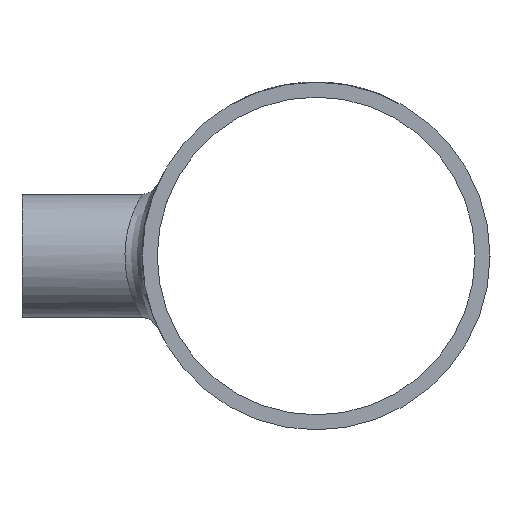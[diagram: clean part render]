
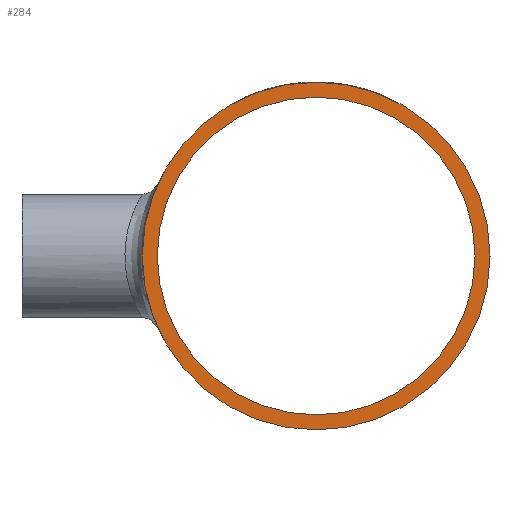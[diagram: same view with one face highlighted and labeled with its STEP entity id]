
A CAD part, left-side view. The second image highlights one B-rep face of the part: STEP entity #284.
In plain terms, the highlighted planar face has unit normal (-1, 0, 0).
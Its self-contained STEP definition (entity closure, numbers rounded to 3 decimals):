
#284 = ADVANCED_FACE ( 'NONE', ( #12640, #7393 ), #16711, .T. ) ;
#661 = DIRECTION ( 'NONE',  ( 0., 0., 1. ) ) ;
#1452 = DIRECTION ( 'NONE',  ( -1., 0., 0. ) ) ;
#1548 = VERTEX_POINT ( 'NONE', #6345 ) ;
#1952 = EDGE_CURVE ( 'NONE', #1548, #1548, #8050, .T. ) ;
#4203 = CIRCLE ( 'NONE', #4603, 27.55 ) ;
#4603 = AXIS2_PLACEMENT_3D ( 'NONE', #14607, #11517, #661 ) ;
#6345 = CARTESIAN_POINT ( 'NONE',  ( -64., 0., 30.15 ) ) ;
#7393 = FACE_OUTER_BOUND ( 'NONE', #7457, .T. ) ;
#7457 = EDGE_LOOP ( 'NONE', ( #7521 ) ) ;
#7521 = ORIENTED_EDGE ( 'NONE', *, *, #1952, .T. ) ;
#7562 = CARTESIAN_POINT ( 'NONE',  ( -64., 0., 0. ) ) ;
#8050 = CIRCLE ( 'NONE', #9308, 30.15 ) ;
#9308 = AXIS2_PLACEMENT_3D ( 'NONE', #17086, #17209, #18718 ) ;
#9414 = CARTESIAN_POINT ( 'NONE',  ( -64., 0., 27.55 ) ) ;
#10402 = VERTEX_POINT ( 'NONE', #9414 ) ;
#11517 = DIRECTION ( 'NONE',  ( -1., 0., 0. ) ) ;
#12640 = FACE_BOUND ( 'NONE', #17448, .T. ) ;
#13973 = ORIENTED_EDGE ( 'NONE', *, *, #18057, .F. ) ;
#14607 = CARTESIAN_POINT ( 'NONE',  ( -64., 0., 0. ) ) ;
#15265 = DIRECTION ( 'NONE',  ( 0., 0., 1. ) ) ;
#16711 = PLANE ( 'NONE',  #16968 ) ;
#16968 = AXIS2_PLACEMENT_3D ( 'NONE', #7562, #1452, #15265 ) ;
#17086 = CARTESIAN_POINT ( 'NONE',  ( -64., 0., 0. ) ) ;
#17209 = DIRECTION ( 'NONE',  ( -1., 0., 0. ) ) ;
#17448 = EDGE_LOOP ( 'NONE', ( #13973 ) ) ;
#18057 = EDGE_CURVE ( 'NONE', #10402, #10402, #4203, .T. ) ;
#18718 = DIRECTION ( 'NONE',  ( 0., 0., 1. ) ) ;
